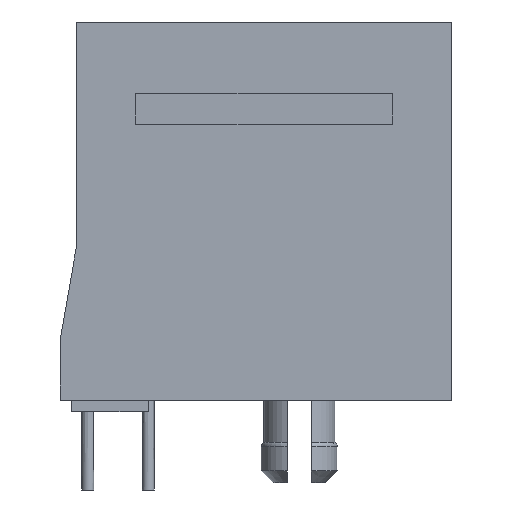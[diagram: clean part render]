
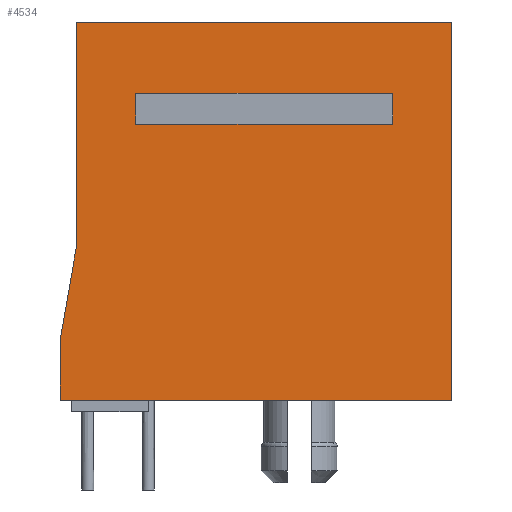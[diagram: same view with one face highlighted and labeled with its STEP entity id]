
A CAD part, left-side view. The second image highlights one B-rep face of the part: STEP entity #4534.
In plain terms, the highlighted face is planar.
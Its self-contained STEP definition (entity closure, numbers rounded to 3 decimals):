
#218=PLANE('',#4873);
#1310=ORIENTED_EDGE('',*,*,#2172,.T.);
#1311=ORIENTED_EDGE('',*,*,#1741,.T.);
#1312=ORIENTED_EDGE('',*,*,#1787,.T.);
#1313=ORIENTED_EDGE('',*,*,#1798,.T.);
#1314=ORIENTED_EDGE('',*,*,#1806,.T.);
#1315=ORIENTED_EDGE('',*,*,#2173,.T.);
#1316=ORIENTED_EDGE('',*,*,#1715,.T.);
#1317=ORIENTED_EDGE('',*,*,#1713,.T.);
#1318=ORIENTED_EDGE('',*,*,#1711,.T.);
#1319=ORIENTED_EDGE('',*,*,#1708,.T.);
#1708=EDGE_CURVE('',#2324,#2325,#2755,.T.);
#1711=EDGE_CURVE('',#2326,#2324,#2758,.T.);
#1713=EDGE_CURVE('',#2327,#2326,#2760,.T.);
#1715=EDGE_CURVE('',#2325,#2327,#2762,.T.);
#1741=EDGE_CURVE('',#2346,#2347,#2779,.T.);
#1787=EDGE_CURVE('',#2347,#2384,#2825,.T.);
#1798=EDGE_CURVE('',#2384,#2393,#2836,.T.);
#1806=EDGE_CURVE('',#2393,#2398,#2844,.T.);
#2172=EDGE_CURVE('',#2624,#2346,#3188,.T.);
#2173=EDGE_CURVE('',#2398,#2624,#3189,.T.);
#2324=VERTEX_POINT('',#6315);
#2325=VERTEX_POINT('',#6316);
#2326=VERTEX_POINT('',#6321);
#2327=VERTEX_POINT('',#6325);
#2346=VERTEX_POINT('',#6394);
#2347=VERTEX_POINT('',#6395);
#2384=VERTEX_POINT('',#6484);
#2393=VERTEX_POINT('',#6507);
#2398=VERTEX_POINT('',#6520);
#2624=VERTEX_POINT('',#7266);
#2755=LINE('',#6314,#3333);
#2758=LINE('',#6320,#3336);
#2760=LINE('',#6324,#3338);
#2762=LINE('',#6328,#3340);
#2779=LINE('',#6393,#3357);
#2825=LINE('',#6485,#3403);
#2836=LINE('',#6506,#3414);
#2844=LINE('',#6521,#3422);
#3188=LINE('',#7265,#3766);
#3189=LINE('',#7267,#3767);
#3333=VECTOR('',#5136,1000.);
#3336=VECTOR('',#5141,1000.);
#3338=VECTOR('',#5145,1000.);
#3340=VECTOR('',#5149,1000.);
#3357=VECTOR('',#5194,1000.);
#3403=VECTOR('',#5254,1000.);
#3414=VECTOR('',#5269,1000.);
#3422=VECTOR('',#5279,1000.);
#3766=VECTOR('',#5909,1000.);
#3767=VECTOR('',#5910,1000.);
#4002=EDGE_LOOP('',(#1310,#1311,#1312,#1313,#1314,#1315));
#4003=EDGE_LOOP('',(#1316,#1317,#1318,#1319));
#4262=FACE_BOUND('',#4002,.T.);
#4263=FACE_BOUND('',#4003,.T.);
#4534=ADVANCED_FACE('',(#4262,#4263),#218,.T.);
#4873=AXIS2_PLACEMENT_3D('',#7264,#5907,#5908);
#5136=DIRECTION('',(-1.,0.,0.));
#5141=DIRECTION('',(0.,0.,1.));
#5145=DIRECTION('',(1.,0.,0.));
#5149=DIRECTION('',(0.,0.,-1.));
#5194=DIRECTION('',(1.,0.,0.));
#5254=DIRECTION('',(0.,0.,-1.));
#5269=DIRECTION('',(-1.,0.,0.));
#5279=DIRECTION('',(-0.985,0.,-0.172));
#5907=DIRECTION('',(0.,1.,0.));
#5908=DIRECTION('',(0.,0.,1.));
#5909=DIRECTION('',(0.,0.,1.));
#5910=DIRECTION('',(-1.,0.,0.));
#6314=CARTESIAN_POINT('',(4.95,6.73,5.4));
#6315=CARTESIAN_POINT('',(4.95,6.73,5.4));
#6316=CARTESIAN_POINT('',(3.65,6.73,5.4));
#6320=CARTESIAN_POINT('',(4.95,6.73,-5.4));
#6321=CARTESIAN_POINT('',(4.95,6.73,-5.4));
#6324=CARTESIAN_POINT('',(3.65,6.73,-5.4));
#6325=CARTESIAN_POINT('',(3.65,6.73,-5.4));
#6328=CARTESIAN_POINT('',(3.65,6.73,5.4));
#6393=CARTESIAN_POINT('',(-7.95,6.73,7.9));
#6394=CARTESIAN_POINT('',(-7.95,6.73,7.9));
#6395=CARTESIAN_POINT('',(7.95,6.73,7.9));
#6484=CARTESIAN_POINT('',(7.95,6.73,-7.9));
#6485=CARTESIAN_POINT('',(7.95,6.73,7.9));
#6506=CARTESIAN_POINT('',(7.95,6.73,-7.9));
#6507=CARTESIAN_POINT('',(-1.55,6.73,-7.9));
#6520=CARTESIAN_POINT('',(-5.45,6.73,-8.58));
#6521=CARTESIAN_POINT('',(-1.55,6.73,-7.9));
#7264=CARTESIAN_POINT('',(0.,6.73,0.));
#7265=CARTESIAN_POINT('',(-7.95,6.73,-8.58));
#7266=CARTESIAN_POINT('',(-7.95,6.73,-8.58));
#7267=CARTESIAN_POINT('',(-5.45,6.73,-8.58));
